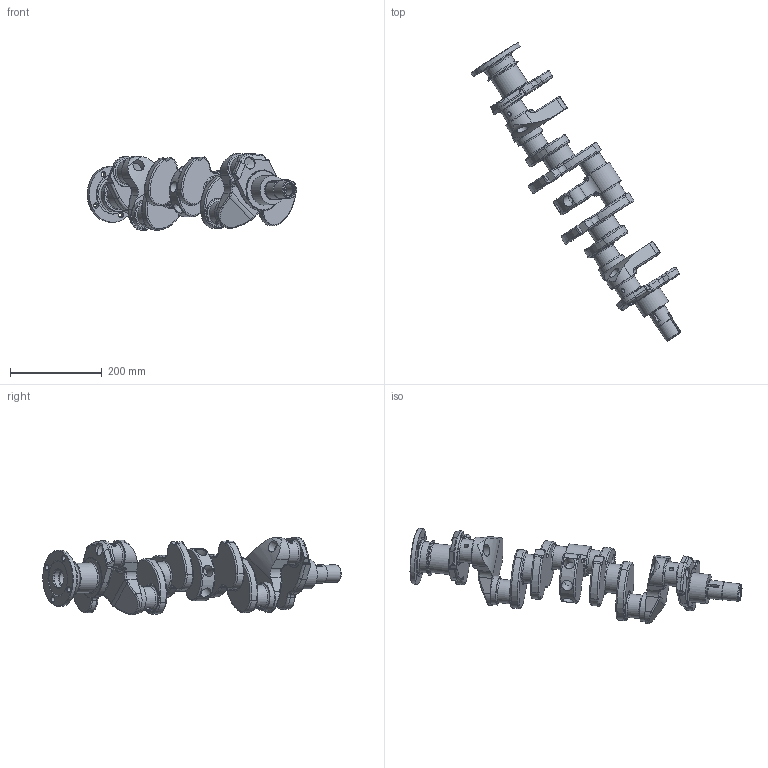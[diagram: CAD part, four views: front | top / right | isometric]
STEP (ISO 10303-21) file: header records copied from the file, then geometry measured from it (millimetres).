
FILE_DESCRIPTION(('STEP AP214'), '1');
FILE_NAME('51-6303 ÑÁ -Êîëåí÷àòûé âàë -- ìàõîâèê è ñöåïëåíèå â ñáîðå', '', ('UNSPECIFIED'), ('UNSPECIFIED'), 'ASCON STEP Converter 1.6', 'ASCON Math Kernel', '');
FILE_SCHEMA(('AUTOMOTIVE_DESIGN { 1 0 10303 214 3 1 1}'));
Length unit declared in the file: millimetre
Products named in the file (2): 11-6303-ﾀ3
Assembly tree (1 placements, depth 2):
  (unnamed)
    11-6303-ﾀ3
Bounding box: 457.04 x 649.98 x 168.12 mm (x, y, z)
Volume: 3861395.5 mm3; surface area: 422357.5 mm2
Topology: 1 solids, 1 shells, 495 faces, 1199 edges, 713 vertices
Faces by surface type: cylinder 170, torus 133, plane 94, bspline 49, cone 47, sphere 2
Full cylindrical faces by diameter (mm): 7.5 x8, 10 x2, 12 x4, 20 x1, 24.6 x3, 24.835 x1, 26 x6, 28 x1, 36 x1, 38 x1, 40 x2, 51.5 x6, 62.5 x2, 64 x4, 68 x1, 78 x1, 86 x1, 122 x1
Entity records: 29594 total; most frequent: CARTESIAN_POINT 14855, DIRECTION 2283, ORIENTED_EDGE 2104, EDGE_CURVE 1052, AXIS2_PLACEMENT_3D 1013, VERTEX_POINT 690, EDGE_LOOP 642, CIRCLE 565
